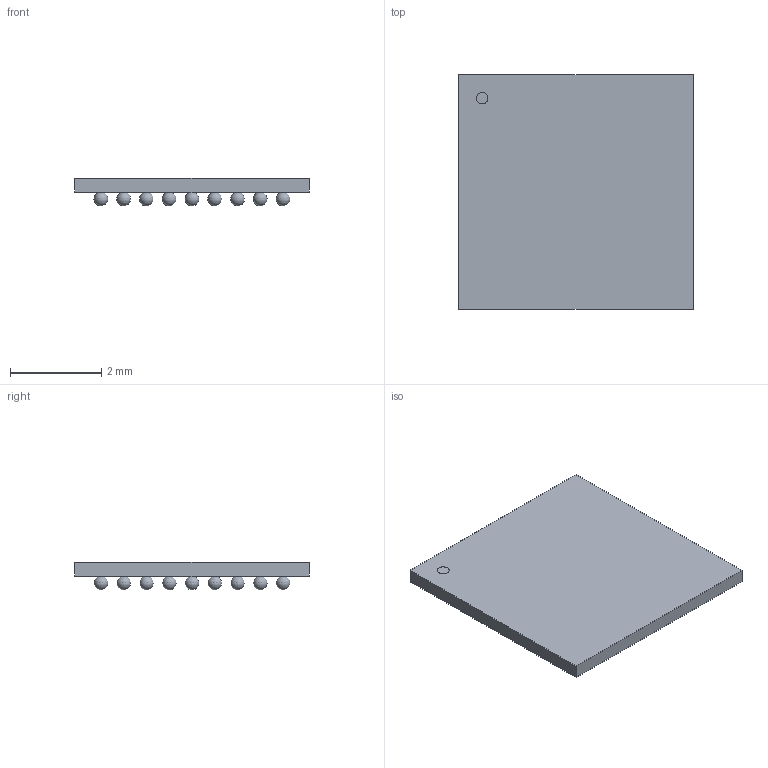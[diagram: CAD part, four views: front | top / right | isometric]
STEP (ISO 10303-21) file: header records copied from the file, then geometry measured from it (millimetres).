
FILE_DESCRIPTION(('STEP AP214'),'1');
FILE_NAME('UFBGA73','2024-05-06T08:05:24',(''),(''),'','','');
FILE_SCHEMA(('AUTOMOTIVE_DESIGN'));
Length unit declared in the file: millimetre
Products named in the file (1): product
Bounding box: 5.16 x 5.16 x 0.61 mm (x, y, z)
Volume: 10.3 mm3; surface area: 102.2 mm2
Topology: 148 solids, 148 shells, 155 faces, 453 edges, 302 vertices
Faces by surface type: sphere 146, plane 8, cylinder 1
Full cylindrical faces by diameter (mm): 0.258 x1
Entity records: 1687 total; most frequent: DIRECTION 330, CARTESIAN_POINT 169, AXIS2_PLACEMENT_3D 159, STYLED_ITEM 155, ADVANCED_FACE 155, MANIFOLD_SOLID_BREP 148, CLOSED_SHELL 148, SPHERICAL_SURFACE 146
